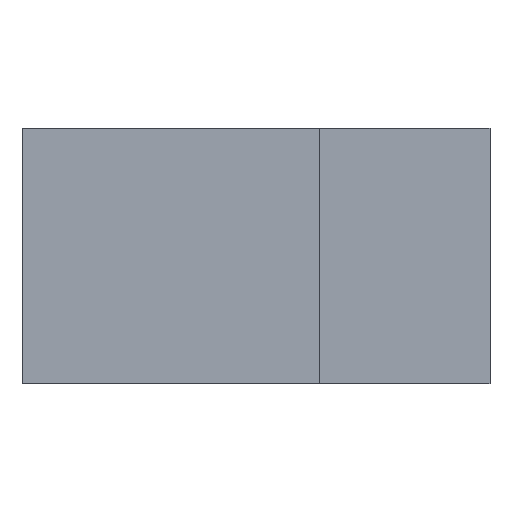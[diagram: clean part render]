
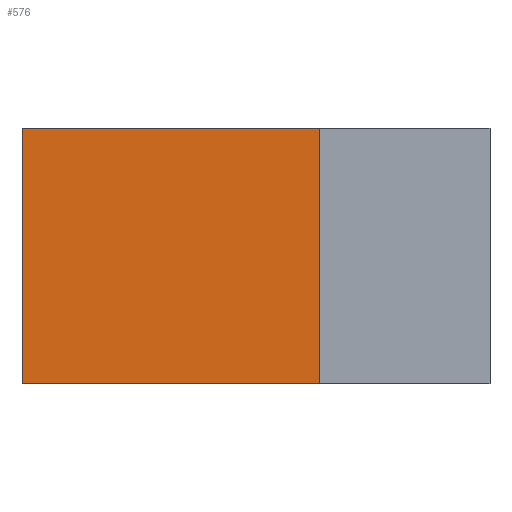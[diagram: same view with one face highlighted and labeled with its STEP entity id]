
A CAD part, left-side view. The second image highlights one B-rep face of the part: STEP entity #576.
In plain terms, the highlighted planar face has unit normal (-1, 0, 0).
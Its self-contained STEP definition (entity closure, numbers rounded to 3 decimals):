
#41 = DIRECTION ( 'NONE',  ( 1., 0., 0. ) ) ;
#58 = VECTOR ( 'NONE', #589, 1000. ) ;
#102 = EDGE_CURVE ( 'NONE', #556, #424, #609, .T. ) ;
#105 = CARTESIAN_POINT ( 'NONE',  ( -25., -7.5, -15. ) ) ;
#113 = CARTESIAN_POINT ( 'NONE',  ( -25., 27.5, 15. ) ) ;
#116 = CARTESIAN_POINT ( 'NONE',  ( -25., -7.5, 15. ) ) ;
#156 = EDGE_CURVE ( 'NONE', #521, #424, #290, .T. ) ;
#167 = CARTESIAN_POINT ( 'NONE',  ( -25., -7.5, 15. ) ) ;
#173 = AXIS2_PLACEMENT_3D ( 'NONE', #342, #41, #393 ) ;
#181 = EDGE_CURVE ( 'NONE', #579, #556, #212, .T. ) ;
#212 = LINE ( 'NONE', #388, #507 ) ;
#219 = ORIENTED_EDGE ( 'NONE', *, *, #156, .F. ) ;
#230 = CARTESIAN_POINT ( 'NONE',  ( -25., -7.5, 15. ) ) ;
#235 = PLANE ( 'NONE',  #173 ) ;
#238 = EDGE_CURVE ( 'NONE', #579, #521, #458, .T. ) ;
#278 = DIRECTION ( 'NONE',  ( 0., 0., -1. ) ) ;
#290 = LINE ( 'NONE', #116, #629 ) ;
#340 = FACE_OUTER_BOUND ( 'NONE', #421, .T. ) ;
#342 = CARTESIAN_POINT ( 'NONE',  ( -25., -7.5, 15. ) ) ;
#388 = CARTESIAN_POINT ( 'NONE',  ( -25., 27.5, 15. ) ) ;
#393 = DIRECTION ( 'NONE',  ( 0., 1., 0. ) ) ;
#421 = EDGE_LOOP ( 'NONE', ( #648, #219, #555, #489 ) ) ;
#424 = VERTEX_POINT ( 'NONE', #105 ) ;
#439 = DIRECTION ( 'NONE',  ( 0., 0., -1. ) ) ;
#447 = CARTESIAN_POINT ( 'NONE',  ( -25., 27.5, -15. ) ) ;
#458 = LINE ( 'NONE', #230, #58 ) ;
#466 = VECTOR ( 'NONE', #604, 1000. ) ;
#489 = ORIENTED_EDGE ( 'NONE', *, *, #181, .T. ) ;
#507 = VECTOR ( 'NONE', #278, 1000. ) ;
#509 = CARTESIAN_POINT ( 'NONE',  ( -25., -7.5, -15. ) ) ;
#521 = VERTEX_POINT ( 'NONE', #167 ) ;
#555 = ORIENTED_EDGE ( 'NONE', *, *, #238, .F. ) ;
#556 = VERTEX_POINT ( 'NONE', #447 ) ;
#576 = ADVANCED_FACE ( 'NONE', ( #340 ), #235, .F. ) ;
#579 = VERTEX_POINT ( 'NONE', #113 ) ;
#589 = DIRECTION ( 'NONE',  ( 0., -1., 0. ) ) ;
#604 = DIRECTION ( 'NONE',  ( 0., -1., 0. ) ) ;
#609 = LINE ( 'NONE', #509, #466 ) ;
#629 = VECTOR ( 'NONE', #439, 1000. ) ;
#648 = ORIENTED_EDGE ( 'NONE', *, *, #102, .T. ) ;
